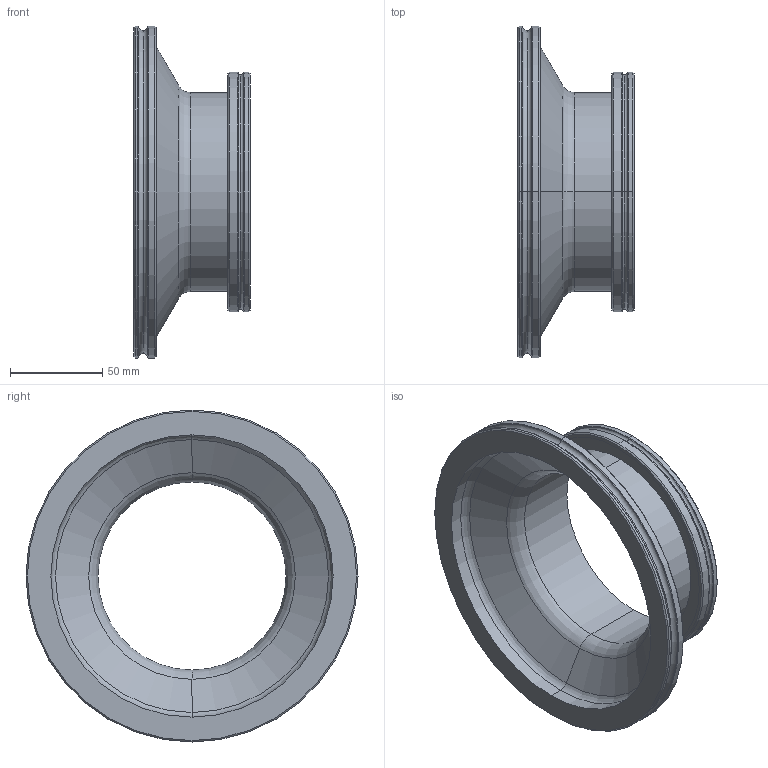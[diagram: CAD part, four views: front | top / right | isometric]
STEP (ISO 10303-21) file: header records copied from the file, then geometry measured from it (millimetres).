
FILE_DESCRIPTION (( 'STEP AP203' ), '1' );
FILE_NAME ('17221202152.STEP', '2018-09-30T05:23:14', ( '' ), ( '' ), 'SwSTEP 2.0', 'SolidWorks 2014', '' );
FILE_SCHEMA (( 'CONFIG_CONTROL_DESIGN' ));
Length unit declared in the file: millimetre
Products named in the file (1): 17221202152
Bounding box: 63 x 180 x 180 mm (x, y, z)
Volume: 182805.1 mm3; surface area: 86814.7 mm2
Topology: 1 solids, 1 shells, 60 faces, 120 edges, 66 vertices
Faces by surface type: cone 20, cylinder 20, torus 14, plane 6
Entity records: 1629 total; most frequent: DIRECTION 322, CARTESIAN_POINT 247, ORIENTED_EDGE 240, AXIS2_PLACEMENT_3D 141, EDGE_CURVE 120, CIRCLE 80, VERTEX_POINT 66, EDGE_LOOP 66
